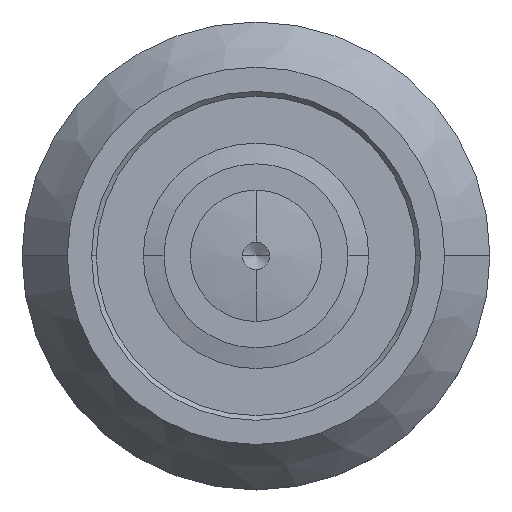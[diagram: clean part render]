
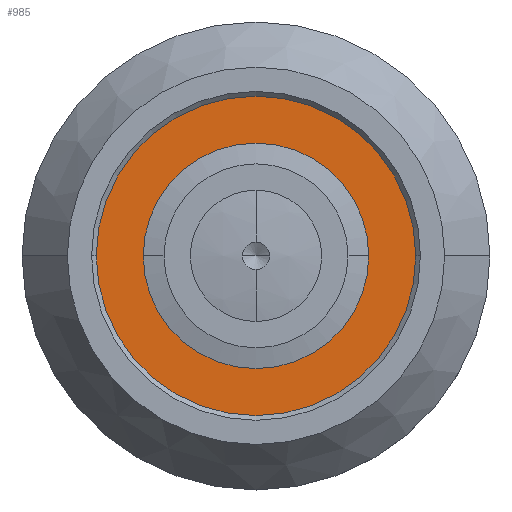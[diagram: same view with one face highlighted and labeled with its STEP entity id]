
A CAD part, top view. The second image highlights one B-rep face of the part: STEP entity #985.
In plain terms, the highlighted planar face has unit normal (0, 0, 1).
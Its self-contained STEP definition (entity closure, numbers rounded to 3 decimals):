
#17 = EDGE_LOOP ( 'NONE', ( #632, #1004 ) ) ;
#21 = EDGE_LOOP ( 'NONE', ( #633, #1098 ) ) ;
#42 = AXIS2_PLACEMENT_3D ( 'NONE', #225, #226, #227 ) ;
#55 = EDGE_CURVE ( 'NONE', #183, #189, #794, .T. ) ;
#73 = EDGE_CURVE ( 'NONE', #175, #176, #824, .T. ) ;
#100 = EDGE_CURVE ( 'NONE', #176, #175, #861, .T. ) ;
#109 = EDGE_CURVE ( 'NONE', #189, #183, #876, .T. ) ;
#138 = AXIS2_PLACEMENT_3D ( 'NONE', #270, #271, #272 ) ;
#175 = VERTEX_POINT ( 'NONE', #435 ) ;
#176 = VERTEX_POINT ( 'NONE', #436 ) ;
#183 = VERTEX_POINT ( 'NONE', #443 ) ;
#189 = VERTEX_POINT ( 'NONE', #449 ) ;
#225 = CARTESIAN_POINT ( 'NONE',  ( 0., 0., 8.25 ) ) ;
#226 = DIRECTION ( 'NONE',  ( 0., 0., -1. ) ) ;
#227 = DIRECTION ( 'NONE',  ( -1., 0., 0. ) ) ;
#270 = CARTESIAN_POINT ( 'NONE',  ( 0., 0., 8.25 ) ) ;
#271 = DIRECTION ( 'NONE',  ( 0., 0., -1. ) ) ;
#272 = DIRECTION ( 'NONE',  ( -1., 0., 0. ) ) ;
#336 = CARTESIAN_POINT ( 'NONE',  ( 0., 0., 8.25 ) ) ;
#338 = DIRECTION ( 'NONE',  ( 0., 0., -1. ) ) ;
#339 = DIRECTION ( 'NONE',  ( -1., 0., 0. ) ) ;
#355 = CARTESIAN_POINT ( 'NONE',  ( 0., 0., 8.25 ) ) ;
#363 = DIRECTION ( 'NONE',  ( 0., 0., -1. ) ) ;
#364 = DIRECTION ( 'NONE',  ( -1., 0., 0. ) ) ;
#435 = CARTESIAN_POINT ( 'NONE',  ( 17., 0., 8.25 ) ) ;
#436 = CARTESIAN_POINT ( 'NONE',  ( -17., 0., 8.25 ) ) ;
#443 = CARTESIAN_POINT ( 'NONE',  ( -12., 0., 8.25 ) ) ;
#449 = CARTESIAN_POINT ( 'NONE',  ( 12., 0., 8.25 ) ) ;
#528 = CARTESIAN_POINT ( 'NONE',  ( 17., 0., 8.25 ) ) ;
#529 = PLANE ( 'NONE',  #951 ) ;
#530 = DIRECTION ( 'NONE',  ( 0., 0., -1. ) ) ;
#531 = DIRECTION ( 'NONE',  ( -1., 0., 0. ) ) ;
#632 = ORIENTED_EDGE ( 'NONE', *, *, #73, .F. ) ;
#633 = ORIENTED_EDGE ( 'NONE', *, *, #55, .T. ) ;
#794 = CIRCLE ( 'NONE', #42, 12. ) ;
#824 = CIRCLE ( 'NONE', #138, 17. ) ;
#861 = CIRCLE ( 'NONE', #913, 17. ) ;
#876 = CIRCLE ( 'NONE', #919, 12. ) ;
#913 = AXIS2_PLACEMENT_3D ( 'NONE', #336, #338, #339 ) ;
#919 = AXIS2_PLACEMENT_3D ( 'NONE', #355, #363, #364 ) ;
#951 = AXIS2_PLACEMENT_3D ( 'NONE', #528, #530, #531 ) ;
#985 = ADVANCED_FACE ( 'NONE', ( #1047, #1053 ), #529, .F. ) ;
#1004 = ORIENTED_EDGE ( 'NONE', *, *, #100, .F. ) ;
#1047 = FACE_BOUND ( 'NONE', #21, .T. ) ;
#1053 = FACE_OUTER_BOUND ( 'NONE', #17, .T. ) ;
#1098 = ORIENTED_EDGE ( 'NONE', *, *, #109, .T. ) ;
